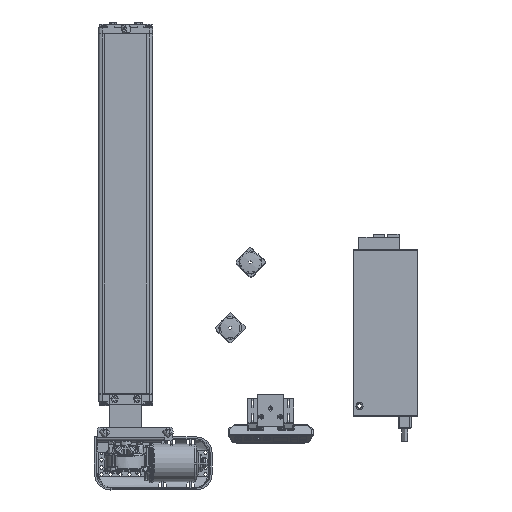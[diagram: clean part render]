
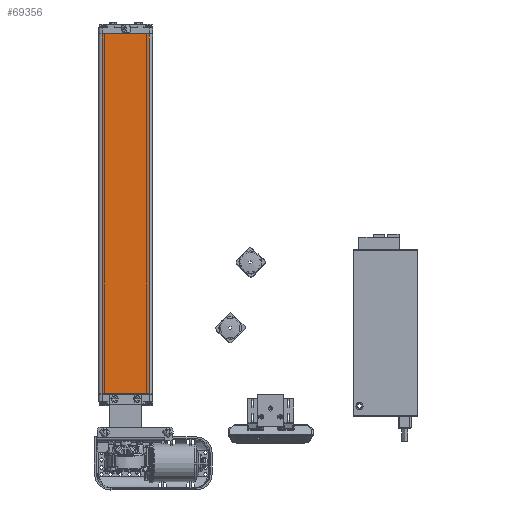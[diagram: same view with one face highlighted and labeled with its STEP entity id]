
A CAD part, top view. The second image highlights one B-rep face of the part: STEP entity #69356.
In plain terms, the highlighted planar face has unit normal (0, 0, 1).
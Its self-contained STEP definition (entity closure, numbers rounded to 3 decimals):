
#13113=FACE_OUTER_BOUND('',#17169,.T.);
#17169=EDGE_LOOP('',(#47428,#47429,#47430,#47431));
#21624=LINE('',#101320,#25745);
#21625=LINE('',#101324,#25746);
#21626=LINE('',#101329,#25747);
#21627=LINE('',#101333,#25748);
#25745=VECTOR('',#82115,569.5);
#25746=VECTOR('',#82120,569.5);
#25747=VECTOR('',#82129,75.);
#25748=VECTOR('',#82136,75.);
#29884=VERTEX_POINT('',#101309);
#29885=VERTEX_POINT('',#101315);
#29886=VERTEX_POINT('',#101319);
#29887=VERTEX_POINT('',#101323);
#36666=EDGE_CURVE('',#29884,#29886,#21624,.T.);
#36668=EDGE_CURVE('',#29885,#29887,#21625,.F.);
#36671=EDGE_CURVE('',#29887,#29884,#21626,.F.);
#36673=EDGE_CURVE('',#29886,#29885,#21627,.T.);
#47428=ORIENTED_EDGE('',*,*,#36668,.F.);
#47429=ORIENTED_EDGE('',*,*,#36673,.F.);
#47430=ORIENTED_EDGE('',*,*,#36666,.F.);
#47431=ORIENTED_EDGE('',*,*,#36671,.F.);
#68195=PLANE('',#74312);
#69356=ADVANCED_FACE('',(#13113),#68195,.T.);
#74312=AXIS2_PLACEMENT_3D('',#101334,#82137,#82138);
#82115=DIRECTION('',(0.,-1.,0.));
#82120=DIRECTION('',(0.,-1.,0.));
#82129=DIRECTION('',(-1.,0.,0.));
#82136=DIRECTION('',(-1.,0.,0.));
#82137=DIRECTION('center_axis',(0.,0.,1.));
#82138=DIRECTION('ref_axis',(1.,0.,0.));
#101309=CARTESIAN_POINT('',(37.5,570.,17.5));
#101315=CARTESIAN_POINT('',(-37.5,0.5,17.5));
#101319=CARTESIAN_POINT('',(37.5,0.5,17.5));
#101320=CARTESIAN_POINT('',(37.5,570.,17.5));
#101323=CARTESIAN_POINT('',(-37.5,570.,17.5));
#101324=CARTESIAN_POINT('',(-37.5,570.,17.5));
#101329=CARTESIAN_POINT('',(37.5,570.,17.5));
#101333=CARTESIAN_POINT('',(37.5,0.5,17.5));
#101334=CARTESIAN_POINT('Origin',(42.5,570.5,17.5));
